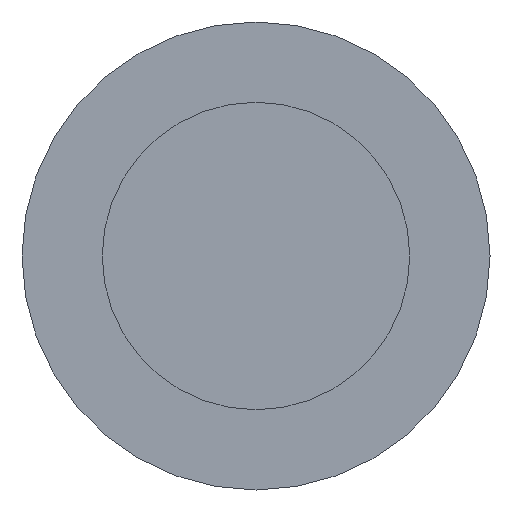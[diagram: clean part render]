
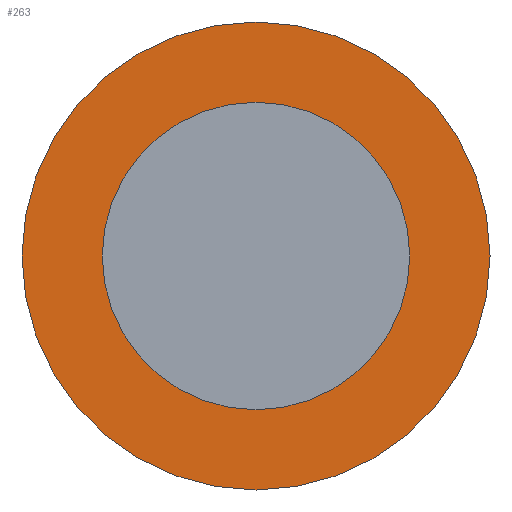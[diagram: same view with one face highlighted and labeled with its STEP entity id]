
A CAD part, front view. The second image highlights one B-rep face of the part: STEP entity #263.
In plain terms, the highlighted planar face has unit normal (0, -1, 0).
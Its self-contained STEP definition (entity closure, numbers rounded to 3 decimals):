
#1 = DIRECTION ( 'NONE',  ( 0., 0., 1. ) ) ;
#5 = EDGE_LOOP ( 'NONE', ( #217, #150 ) ) ;
#11 = AXIS2_PLACEMENT_3D ( 'NONE', #246, #272, #251 ) ;
#15 = DIRECTION ( 'NONE',  ( 0., 0., 1. ) ) ;
#18 = AXIS2_PLACEMENT_3D ( 'NONE', #190, #68, #1 ) ;
#21 = CARTESIAN_POINT ( 'NONE',  ( 0., 1., 3.5 ) ) ;
#28 = ORIENTED_EDGE ( 'NONE', *, *, #91, .T. ) ;
#42 = CIRCLE ( 'NONE', #286, 2.3 ) ;
#50 = CARTESIAN_POINT ( 'NONE',  ( 0., 1., -3.5 ) ) ;
#51 = DIRECTION ( 'NONE',  ( 0., 0., 1. ) ) ;
#66 = DIRECTION ( 'NONE',  ( 0., 0., 1. ) ) ;
#68 = DIRECTION ( 'NONE',  ( 0., 1., 0. ) ) ;
#91 = EDGE_CURVE ( 'NONE', #223, #98, #103, .T. ) ;
#95 = EDGE_LOOP ( 'NONE', ( #28, #197 ) ) ;
#97 = CIRCLE ( 'NONE', #276, 3.5 ) ;
#98 = VERTEX_POINT ( 'NONE', #297 ) ;
#103 = CIRCLE ( 'NONE', #11, 2.3 ) ;
#105 = DIRECTION ( 'NONE',  ( 0., 1., 0. ) ) ;
#117 = EDGE_CURVE ( 'NONE', #269, #218, #118, .T. ) ;
#118 = CIRCLE ( 'NONE', #292, 3.5 ) ;
#134 = CARTESIAN_POINT ( 'NONE',  ( 0., 1., 0. ) ) ;
#146 = DIRECTION ( 'NONE',  ( 0., 1., 0. ) ) ;
#149 = EDGE_CURVE ( 'NONE', #98, #223, #42, .T. ) ;
#150 = ORIENTED_EDGE ( 'NONE', *, *, #260, .F. ) ;
#164 = PLANE ( 'NONE',  #18 ) ;
#167 = FACE_BOUND ( 'NONE', #95, .T. ) ;
#169 = CARTESIAN_POINT ( 'NONE',  ( 0., 1., 0. ) ) ;
#171 = FACE_OUTER_BOUND ( 'NONE', #5, .T. ) ;
#190 = CARTESIAN_POINT ( 'NONE',  ( 0., 1., 0. ) ) ;
#197 = ORIENTED_EDGE ( 'NONE', *, *, #149, .T. ) ;
#217 = ORIENTED_EDGE ( 'NONE', *, *, #117, .F. ) ;
#218 = VERTEX_POINT ( 'NONE', #21 ) ;
#223 = VERTEX_POINT ( 'NONE', #238 ) ;
#238 = CARTESIAN_POINT ( 'NONE',  ( 0., 1., -2.3 ) ) ;
#246 = CARTESIAN_POINT ( 'NONE',  ( 0., 1., 0. ) ) ;
#251 = DIRECTION ( 'NONE',  ( 0., 0., 1. ) ) ;
#253 = DIRECTION ( 'NONE',  ( 0., 1., 0. ) ) ;
#260 = EDGE_CURVE ( 'NONE', #218, #269, #97, .T. ) ;
#263 = ADVANCED_FACE ( 'NONE', ( #167, #171 ), #164, .F. ) ;
#269 = VERTEX_POINT ( 'NONE', #50 ) ;
#272 = DIRECTION ( 'NONE',  ( 0., 1., 0. ) ) ;
#276 = AXIS2_PLACEMENT_3D ( 'NONE', #169, #146, #51 ) ;
#278 = CARTESIAN_POINT ( 'NONE',  ( 0., 1., 0. ) ) ;
#286 = AXIS2_PLACEMENT_3D ( 'NONE', #278, #253, #15 ) ;
#292 = AXIS2_PLACEMENT_3D ( 'NONE', #134, #105, #66 ) ;
#297 = CARTESIAN_POINT ( 'NONE',  ( 0., 1., 2.3 ) ) ;
